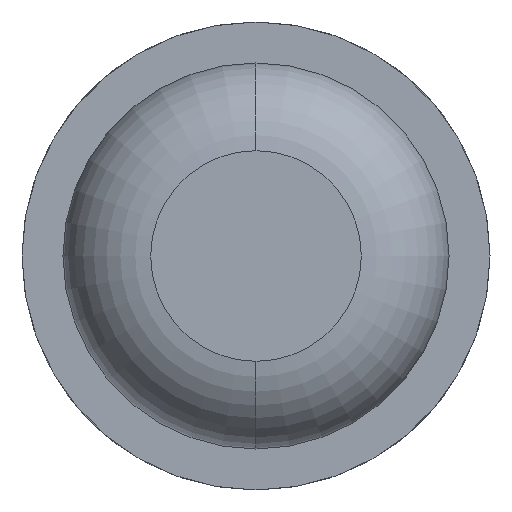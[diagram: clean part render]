
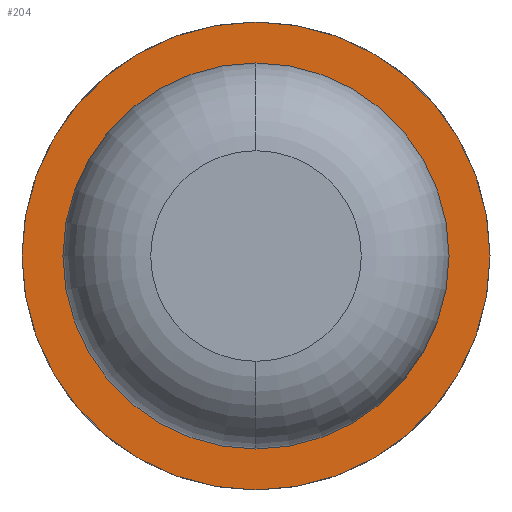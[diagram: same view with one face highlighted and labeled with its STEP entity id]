
A CAD part, front view. The second image highlights one B-rep face of the part: STEP entity #204.
In plain terms, the highlighted planar face has unit normal (0, -1, 0).
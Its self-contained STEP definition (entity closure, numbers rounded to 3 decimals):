
#106 = DIRECTION ( 'NONE',  ( 0., 1., 0. ) ) ;
#204 = ADVANCED_FACE ( 'Defeature ausgef�hrt1_75', ( #2034, #779 ), #419, .F. ) ;
#419 = PLANE ( 'NONE',  #1832 ) ;
#685 = CARTESIAN_POINT ( 'NONE',  ( -1., -9., 0. ) ) ;
#779 = FACE_BOUND ( 'NONE', #4999, .T. ) ;
#879 = DIRECTION ( 'NONE',  ( -1., 0., 0. ) ) ;
#1013 = DIRECTION ( 'NONE',  ( -1., 0., 0. ) ) ;
#1260 = VERTEX_POINT ( 'NONE', #5560 ) ;
#1316 = DIRECTION ( 'NONE',  ( 0., 1., 0. ) ) ;
#1459 = EDGE_CURVE ( 'Defeature ausgef�hrt1_75+Defeature ausgef�hrt1_71+Defeature ausgef�hrt1_71+Defeature ausgef�hrt1_71', #6009, #5179, #5837, .T. ) ;
#1639 = CARTESIAN_POINT ( 'NONE',  ( 0., -9., -0.825 ) ) ;
#1832 = AXIS2_PLACEMENT_3D ( 'NONE', #2779, #1316, #4633 ) ;
#2034 = FACE_OUTER_BOUND ( 'NONE', #3609, .T. ) ;
#2358 = AXIS2_PLACEMENT_3D ( 'NONE', #3764, #4253, #1013 ) ;
#2407 = DIRECTION ( 'NONE',  ( -1., 0., 0. ) ) ;
#2523 = CIRCLE ( 'NONE', #5656, 0.825 ) ;
#2568 = ORIENTED_EDGE ( 'NONE', *, *, #3757, .F. ) ;
#2582 = ORIENTED_EDGE ( 'NONE', *, *, #2614, .T. ) ;
#2614 = EDGE_CURVE ( 'Defeature ausgef�hrt1_75+Defeature ausgef�hrt1_71+Defeature ausgef�hrt1_71+Defeature ausgef�hrt1_71', #5179, #6009, #2523, .T. ) ;
#2779 = CARTESIAN_POINT ( 'NONE',  ( 0.825, -9., 0. ) ) ;
#2961 = VERTEX_POINT ( 'NONE', #685 ) ;
#3307 = DIRECTION ( 'NONE',  ( -1., 0., 0. ) ) ;
#3609 = EDGE_LOOP ( 'NONE', ( #5391, #2568 ) ) ;
#3757 = EDGE_CURVE ( 'Defeature ausgef�hrt1_76+Defeature ausgef�hrt1_75+Defeature ausgef�hrt1_75+Defeature ausgef�hrt1_75', #1260, #2961, #4985, .T. ) ;
#3764 = CARTESIAN_POINT ( 'NONE',  ( 0., -9., 0. ) ) ;
#3843 = CARTESIAN_POINT ( 'NONE',  ( 0., -9., 0. ) ) ;
#4253 = DIRECTION ( 'NONE',  ( 0., 1., 0. ) ) ;
#4305 = DIRECTION ( 'NONE',  ( 0., 1., 0. ) ) ;
#4314 = ORIENTED_EDGE ( 'NONE', *, *, #1459, .T. ) ;
#4633 = DIRECTION ( 'NONE',  ( -1., 0., 0. ) ) ;
#4798 = CARTESIAN_POINT ( 'NONE',  ( 0., -9., 0. ) ) ;
#4829 = AXIS2_PLACEMENT_3D ( 'NONE', #5852, #5393, #879 ) ;
#4865 = EDGE_CURVE ( 'Defeature ausgef�hrt1_76+Defeature ausgef�hrt1_75+Defeature ausgef�hrt1_75+Defeature ausgef�hrt1_75', #2961, #1260, #5620, .T. ) ;
#4968 = CARTESIAN_POINT ( 'NONE',  ( 0., -9., 0.825 ) ) ;
#4985 = CIRCLE ( 'NONE', #5954, 1. ) ;
#4999 = EDGE_LOOP ( 'NONE', ( #2582, #4314 ) ) ;
#5179 = VERTEX_POINT ( 'NONE', #4968 ) ;
#5391 = ORIENTED_EDGE ( 'NONE', *, *, #4865, .F. ) ;
#5393 = DIRECTION ( 'NONE',  ( 0., 1., 0. ) ) ;
#5560 = CARTESIAN_POINT ( 'NONE',  ( 1., -9., 0. ) ) ;
#5620 = CIRCLE ( 'NONE', #4829, 1. ) ;
#5656 = AXIS2_PLACEMENT_3D ( 'NONE', #4798, #106, #2407 ) ;
#5837 = CIRCLE ( 'NONE', #2358, 0.825 ) ;
#5852 = CARTESIAN_POINT ( 'NONE',  ( 0., -9., 0. ) ) ;
#5954 = AXIS2_PLACEMENT_3D ( 'NONE', #3843, #4305, #3307 ) ;
#6009 = VERTEX_POINT ( 'NONE', #1639 ) ;
